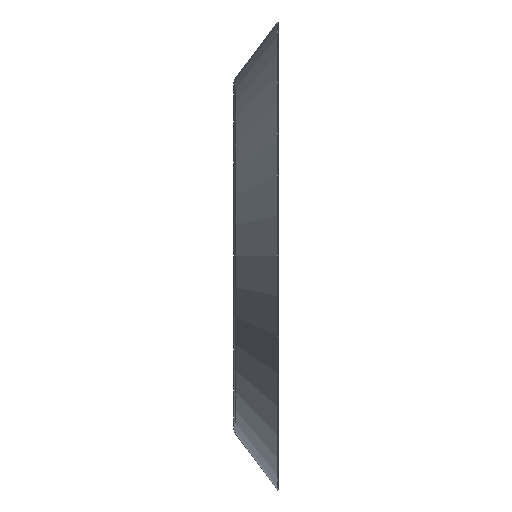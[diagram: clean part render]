
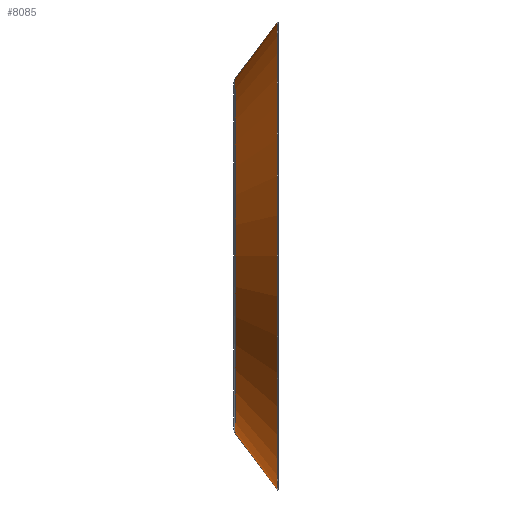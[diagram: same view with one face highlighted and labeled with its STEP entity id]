
A CAD part, left-side view. The second image highlights one B-rep face of the part: STEP entity #8085.
In plain terms, the highlighted conical face has half-angle 53.302 degrees and reference radius 75.893 mm.
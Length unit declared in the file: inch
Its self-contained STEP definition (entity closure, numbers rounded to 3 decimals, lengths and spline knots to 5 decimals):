
#1020 = AXIS2_PLACEMENT_3D ( 'NONE', #3660, #8557, #9774 ) ;
#1073 = EDGE_LOOP ( 'NONE', ( #5962 ) ) ;
#1855 = CONICAL_SURFACE ( 'NONE', #5655, 2.98791, 0.93 ) ;
#3302 = EDGE_LOOP ( 'NONE', ( #7009 ) ) ;
#3660 = CARTESIAN_POINT ( 'NONE',  ( 0., 0.54664, 0. ) ) ;
#4209 = EDGE_CURVE ( 'NONE', #6057, #6057, #7378, .T. ) ;
#4213 = DIRECTION ( 'NONE',  ( 0., 1., 0. ) ) ;
#5655 = AXIS2_PLACEMENT_3D ( 'NONE', #13027, #15588, #5833 ) ;
#5722 = VERTEX_POINT ( 'NONE', #14418 ) ;
#5833 = DIRECTION ( 'NONE',  ( 1., 0., 0. ) ) ;
#5962 = ORIENTED_EDGE ( 'NONE', *, *, #14930, .T. ) ;
#6057 = VERTEX_POINT ( 'NONE', #15560 ) ;
#7009 = ORIENTED_EDGE ( 'NONE', *, *, #4209, .F. ) ;
#7378 = CIRCLE ( 'NONE', #1020, 2.26656 ) ;
#8085 = ADVANCED_FACE ( 'NONE', ( #8228, #8148 ), #1855, .T. ) ;
#8148 = FACE_OUTER_BOUND ( 'NONE', #1073, .T. ) ;
#8228 = FACE_BOUND ( 'NONE', #3302, .T. ) ;
#8557 = DIRECTION ( 'NONE',  ( 0., 1., 0. ) ) ;
#8923 = DIRECTION ( 'NONE',  ( -1., 0., 0. ) ) ;
#9774 = DIRECTION ( 'NONE',  ( -1., 0., 0. ) ) ;
#12654 = CIRCLE ( 'NONE', #14426, 2.98791 ) ;
#12681 = CARTESIAN_POINT ( 'NONE',  ( 0., 0.00901, 0. ) ) ;
#13027 = CARTESIAN_POINT ( 'NONE',  ( 0., 0.00901, 0. ) ) ;
#14418 = CARTESIAN_POINT ( 'NONE',  ( -2.98791, 0.00901, 0. ) ) ;
#14426 = AXIS2_PLACEMENT_3D ( 'NONE', #12681, #4213, #8923 ) ;
#14930 = EDGE_CURVE ( 'NONE', #5722, #5722, #12654, .T. ) ;
#15560 = CARTESIAN_POINT ( 'NONE',  ( -2.26656, 0.54664, 0. ) ) ;
#15588 = DIRECTION ( 'NONE',  ( 0., -1., 0. ) ) ;
